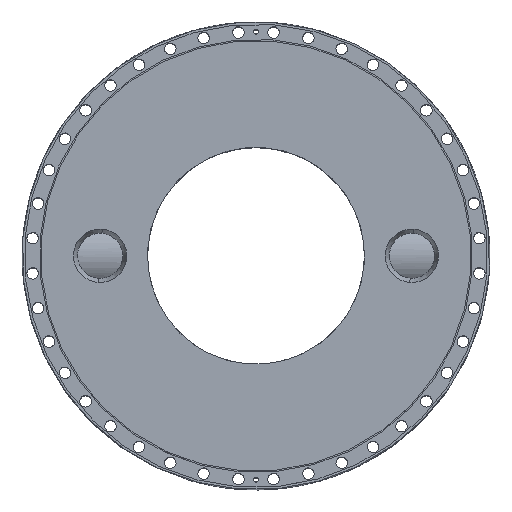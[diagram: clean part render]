
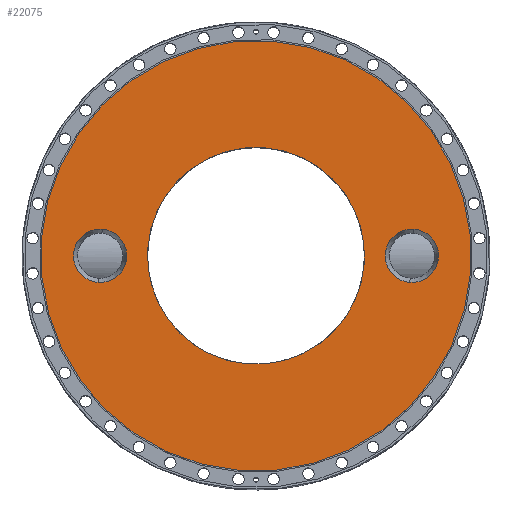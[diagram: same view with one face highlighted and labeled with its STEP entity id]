
A CAD part, top view. The second image highlights one B-rep face of the part: STEP entity #22075.
In plain terms, the highlighted face is planar.
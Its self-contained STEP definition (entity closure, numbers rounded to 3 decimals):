
#16132=CARTESIAN_POINT('',(43.,0.,0.));
#16133=DIRECTION('',(1.,0.,0.));
#16134=DIRECTION('',(0.,0.,-1.));
#16135=AXIS2_PLACEMENT_3D('',#16132,#16133,#16134);
#16137=CARTESIAN_POINT('',(43.,0.,0.));
#16138=DIRECTION('',(1.,0.,0.));
#16139=DIRECTION('',(0.,0.,1.));
#16140=AXIS2_PLACEMENT_3D('',#16137,#16138,#16139);
#16142=CARTESIAN_POINT('',(43.,0.,0.));
#16143=DIRECTION('',(-1.,0.,0.));
#16144=DIRECTION('',(0.,-1.,0.));
#16145=AXIS2_PLACEMENT_3D('',#16142,#16143,#16144);
#16147=CARTESIAN_POINT('',(43.,0.,0.));
#16148=DIRECTION('',(-1.,0.,0.));
#16149=DIRECTION('',(0.,1.,0.));
#16150=AXIS2_PLACEMENT_3D('',#16147,#16148,#16149);
#16152=CARTESIAN_POINT('',(43.,-18.046,229.291));
#16153=DIRECTION('',(-1.,0.,0.));
#16154=DIRECTION('',(0.,-1.,0.));
#16155=AXIS2_PLACEMENT_3D('',#16152,#16153,#16154);
#16157=CARTESIAN_POINT('',(43.,-18.046,229.291));
#16158=DIRECTION('',(-1.,0.,0.));
#16159=DIRECTION('',(0.,1.,0.));
#16160=AXIS2_PLACEMENT_3D('',#16157,#16158,#16159);
#16162=CARTESIAN_POINT('',(43.,18.046,-229.291));
#16163=DIRECTION('',(-1.,0.,0.));
#16164=DIRECTION('',(0.,1.,0.));
#16165=AXIS2_PLACEMENT_3D('',#16162,#16163,#16164);
#16167=CARTESIAN_POINT('',(43.,18.046,-229.291));
#16168=DIRECTION('',(-1.,0.,0.));
#16169=DIRECTION('',(0.,-1.,0.));
#16170=AXIS2_PLACEMENT_3D('',#16167,#16168,#16169);
#19440=CARTESIAN_POINT('',(43.,0.,317.5));
#19441=CARTESIAN_POINT('',(43.,0.,-317.5));
#19442=VERTEX_POINT('',#19440);
#19443=VERTEX_POINT('',#19441);
#19720=CARTESIAN_POINT('',(43.,-160.,0.));
#19721=CARTESIAN_POINT('',(43.,160.,0.));
#19722=VERTEX_POINT('',#19720);
#19723=VERTEX_POINT('',#19721);
#19832=CARTESIAN_POINT('',(43.,-57.396,229.291));
#19833=CARTESIAN_POINT('',(43.,21.304,229.291));
#19834=VERTEX_POINT('',#19832);
#19835=VERTEX_POINT('',#19833);
#20570=CARTESIAN_POINT('',(43.,57.396,-229.291));
#20571=CARTESIAN_POINT('',(43.,-21.304,-229.291));
#20572=VERTEX_POINT('',#20570);
#20573=VERTEX_POINT('',#20571);
#22048=CARTESIAN_POINT('',(43.,317.5,0.));
#22049=DIRECTION('',(-1.,0.,0.));
#22050=DIRECTION('',(0.,0.,1.));
#22051=AXIS2_PLACEMENT_3D('',#22048,#22049,#22050);
#22052=PLANE('',#22051);
#22054=ORIENTED_EDGE('',*,*,#22053,.F.);
#22056=ORIENTED_EDGE('',*,*,#22055,.F.);
#22057=EDGE_LOOP('',(#22054,#22056));
#22058=FACE_OUTER_BOUND('',#22057,.F.);
#22059=ORIENTED_EDGE('',*,*,#22028,.F.);
#22060=ORIENTED_EDGE('',*,*,#22042,.F.);
#22061=EDGE_LOOP('',(#22059,#22060));
#22062=FACE_BOUND('',#22061,.F.);
#22064=ORIENTED_EDGE('',*,*,#22063,.F.);
#22066=ORIENTED_EDGE('',*,*,#22065,.F.);
#22067=EDGE_LOOP('',(#22064,#22066));
#22068=FACE_BOUND('',#22067,.F.);
#22070=ORIENTED_EDGE('',*,*,#22069,.F.);
#22072=ORIENTED_EDGE('',*,*,#22071,.F.);
#22073=EDGE_LOOP('',(#22070,#22072));
#22074=FACE_BOUND('',#22073,.F.);
#22075=ADVANCED_FACE('',(#22058,#22062,#22068,#22074),#22052,.F.);
#16136=CIRCLE('',#16135,317.5);
#16141=CIRCLE('',#16140,317.5);
#16146=CIRCLE('',#16145,160.);
#16151=CIRCLE('',#16150,160.);
#16156=CIRCLE('',#16155,39.35);
#16161=CIRCLE('',#16160,39.35);
#16166=CIRCLE('',#16165,39.35);
#16171=CIRCLE('',#16170,39.35);
#22028=EDGE_CURVE('',#19722,#19723,#16146,.T.);
#22042=EDGE_CURVE('',#19723,#19722,#16151,.T.);
#22053=EDGE_CURVE('',#19443,#19442,#16136,.T.);
#22055=EDGE_CURVE('',#19442,#19443,#16141,.T.);
#22063=EDGE_CURVE('',#19834,#19835,#16156,.T.);
#22065=EDGE_CURVE('',#19835,#19834,#16161,.T.);
#22069=EDGE_CURVE('',#20572,#20573,#16166,.T.);
#22071=EDGE_CURVE('',#20573,#20572,#16171,.T.);
